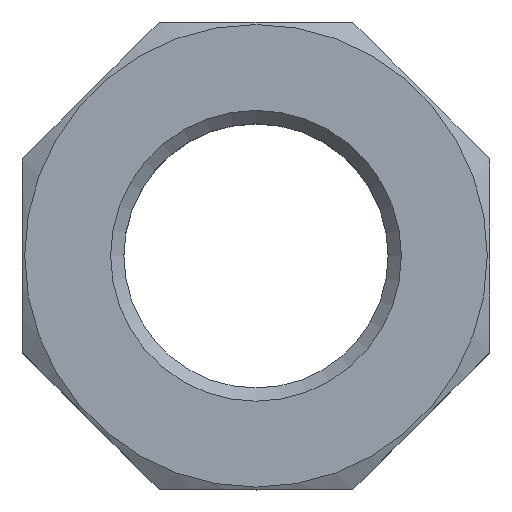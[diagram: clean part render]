
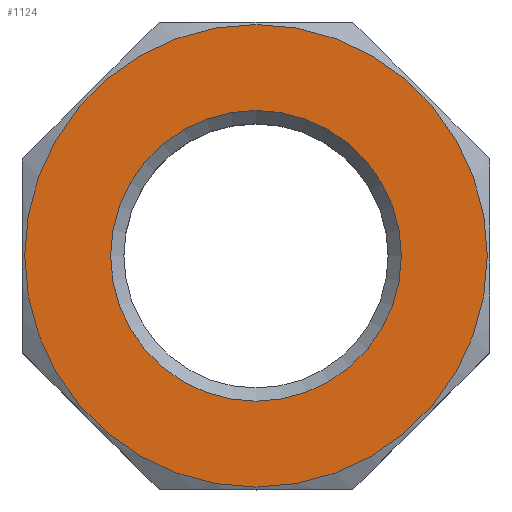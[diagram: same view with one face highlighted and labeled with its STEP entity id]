
A CAD part, top view. The second image highlights one B-rep face of the part: STEP entity #1124.
In plain terms, the highlighted planar face has unit normal (0, 0, 1).
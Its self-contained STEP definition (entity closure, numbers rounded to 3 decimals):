
#516 = CONICAL_SURFACE('',#517,2.,0.785);
#517 = AXIS2_PLACEMENT_3D('',#518,#519,#520);
#518 = CARTESIAN_POINT('',(0.,0.,3.));
#519 = DIRECTION('',(0.,0.,1.));
#520 = DIRECTION('',(-1.,0.,0.));
#552 = CONICAL_SURFACE('',#553,3.5,1.047);
#553 = AXIS2_PLACEMENT_3D('',#554,#555,#556);
#554 = CARTESIAN_POINT('',(0.,0.,3.2));
#555 = DIRECTION('',(0.,0.,-1.));
#556 = DIRECTION('',(1.,0.,0.));
#1018 = VERTEX_POINT('',#1019);
#1019 = CARTESIAN_POINT('',(-2.2,0.,3.2));
#1040 = EDGE_CURVE('',#1018,#1018,#1041,.T.);
#1041 = SURFACE_CURVE('',#1042,(#1047,#1054),.PCURVE_S1.);
#1042 = CIRCLE('',#1043,2.2);
#1043 = AXIS2_PLACEMENT_3D('',#1044,#1045,#1046);
#1044 = CARTESIAN_POINT('',(0.,0.,3.2));
#1045 = DIRECTION('',(0.,0.,1.));
#1046 = DIRECTION('',(-1.,0.,0.));
#1047 = PCURVE('',#516,#1048);
#1048 = DEFINITIONAL_REPRESENTATION('',(#1049),#1053);
#1049 = LINE('',#1050,#1051);
#1050 = CARTESIAN_POINT('',(0.,0.2));
#1051 = VECTOR('',#1052,1.);
#1052 = DIRECTION('',(1.,0.));
#1053 = ( GEOMETRIC_REPRESENTATION_CONTEXT(2) 
PARAMETRIC_REPRESENTATION_CONTEXT() REPRESENTATION_CONTEXT('2D SPACE',''
  ) );
#1054 = PCURVE('',#1055,#1060);
#1055 = PLANE('',#1056);
#1056 = AXIS2_PLACEMENT_3D('',#1057,#1058,#1059);
#1057 = CARTESIAN_POINT('',(0.,0.,3.2));
#1058 = DIRECTION('',(0.,0.,1.));
#1059 = DIRECTION('',(1.,0.,0.));
#1060 = DEFINITIONAL_REPRESENTATION('',(#1061),#1065);
#1061 = CIRCLE('',#1062,2.2);
#1062 = AXIS2_PLACEMENT_2D('',#1063,#1064);
#1063 = CARTESIAN_POINT('',(0.,0.));
#1064 = DIRECTION('',(-1.,0.));
#1065 = ( GEOMETRIC_REPRESENTATION_CONTEXT(2) 
PARAMETRIC_REPRESENTATION_CONTEXT() REPRESENTATION_CONTEXT('2D SPACE',''
  ) );
#1071 = VERTEX_POINT('',#1072);
#1072 = CARTESIAN_POINT('',(3.5,0.,3.2));
#1093 = EDGE_CURVE('',#1071,#1071,#1094,.T.);
#1094 = SURFACE_CURVE('',#1095,(#1100,#1107),.PCURVE_S1.);
#1095 = CIRCLE('',#1096,3.5);
#1096 = AXIS2_PLACEMENT_3D('',#1097,#1098,#1099);
#1097 = CARTESIAN_POINT('',(0.,0.,3.2));
#1098 = DIRECTION('',(0.,0.,1.));
#1099 = DIRECTION('',(1.,0.,0.));
#1100 = PCURVE('',#552,#1101);
#1101 = DEFINITIONAL_REPRESENTATION('',(#1102),#1106);
#1102 = LINE('',#1103,#1104);
#1103 = CARTESIAN_POINT('',(-0.,0.));
#1104 = VECTOR('',#1105,1.);
#1105 = DIRECTION('',(-1.,0.));
#1106 = ( GEOMETRIC_REPRESENTATION_CONTEXT(2) 
PARAMETRIC_REPRESENTATION_CONTEXT() REPRESENTATION_CONTEXT('2D SPACE',''
  ) );
#1107 = PCURVE('',#1055,#1108);
#1108 = DEFINITIONAL_REPRESENTATION('',(#1109),#1113);
#1109 = CIRCLE('',#1110,3.5);
#1110 = AXIS2_PLACEMENT_2D('',#1111,#1112);
#1111 = CARTESIAN_POINT('',(0.,0.));
#1112 = DIRECTION('',(1.,-0.));
#1113 = ( GEOMETRIC_REPRESENTATION_CONTEXT(2) 
PARAMETRIC_REPRESENTATION_CONTEXT() REPRESENTATION_CONTEXT('2D SPACE',''
  ) );
#1124 = ADVANCED_FACE('',(#1125,#1128),#1055,.T.);
#1125 = FACE_BOUND('',#1126,.F.);
#1126 = EDGE_LOOP('',(#1127));
#1127 = ORIENTED_EDGE('',*,*,#1040,.T.);
#1128 = FACE_BOUND('',#1129,.F.);
#1129 = EDGE_LOOP('',(#1130));
#1130 = ORIENTED_EDGE('',*,*,#1093,.F.);
